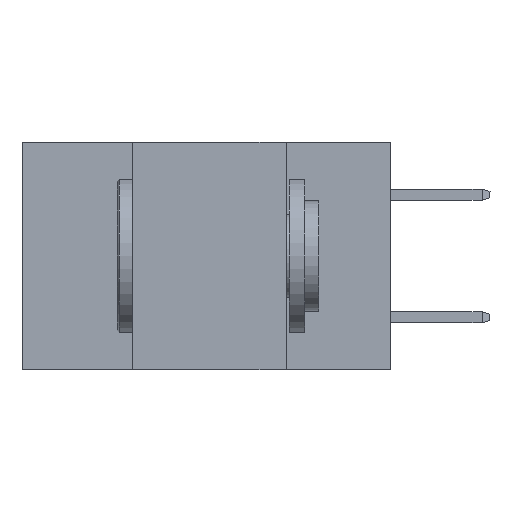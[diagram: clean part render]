
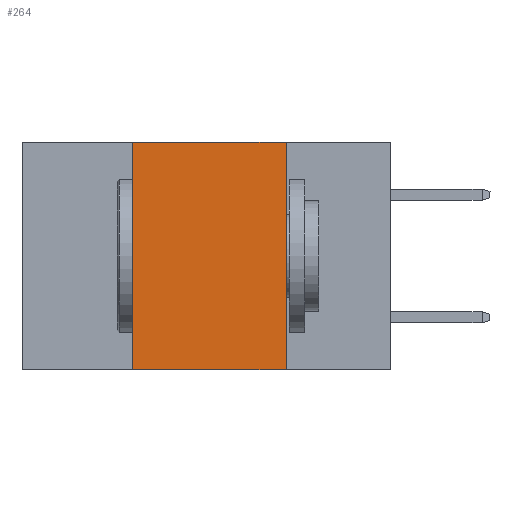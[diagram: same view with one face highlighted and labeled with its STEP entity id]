
A CAD part, left-side view. The second image highlights one B-rep face of the part: STEP entity #264.
In plain terms, the highlighted planar face has unit normal (-1, 0, 0).
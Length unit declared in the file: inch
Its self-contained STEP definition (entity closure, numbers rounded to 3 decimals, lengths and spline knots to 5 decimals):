
#264 = ADVANCED_FACE ( 'NONE', ( #3408 ), #14180, .F. ) ;
#277 = DIRECTION ( 'NONE',  ( 0., -1., 0. ) ) ;
#898 = DIRECTION ( 'NONE',  ( 0., -1., 0. ) ) ;
#950 = CARTESIAN_POINT ( 'NONE',  ( 0., 0.6, 0. ) ) ;
#1795 = EDGE_LOOP ( 'NONE', ( #9384, #12947, #2042, #3122 ) ) ;
#2042 = ORIENTED_EDGE ( 'NONE', *, *, #13609, .F. ) ;
#2571 = EDGE_CURVE ( 'NONE', #15506, #12868, #3981, .T. ) ;
#2924 = CARTESIAN_POINT ( 'NONE',  ( 0., 0.17, 0. ) ) ;
#3122 = ORIENTED_EDGE ( 'NONE', *, *, #8760, .T. ) ;
#3408 = FACE_OUTER_BOUND ( 'NONE', #1795, .T. ) ;
#3467 = CARTESIAN_POINT ( 'NONE',  ( 0., 0.42, 0. ) ) ;
#3981 = LINE ( 'NONE', #950, #16278 ) ;
#4485 = AXIS2_PLACEMENT_3D ( 'NONE', #13306, #6103, #6044 ) ;
#4725 = VECTOR ( 'NONE', #277, 39.37008 ) ;
#5090 = LINE ( 'NONE', #2924, #11747 ) ;
#6044 = DIRECTION ( 'NONE',  ( 0., 0., -1. ) ) ;
#6103 = DIRECTION ( 'NONE',  ( 1., 0., 0. ) ) ;
#7740 = CARTESIAN_POINT ( 'NONE',  ( 0., 0.42, -0.37 ) ) ;
#8458 = CARTESIAN_POINT ( 'NONE',  ( 0., 0.42, 0. ) ) ;
#8660 = VERTEX_POINT ( 'NONE', #11670 ) ;
#8760 = EDGE_CURVE ( 'NONE', #11713, #8660, #11407, .T. ) ;
#9384 = ORIENTED_EDGE ( 'NONE', *, *, #10712, .F. ) ;
#9465 = CARTESIAN_POINT ( 'NONE',  ( 0., 0.6, -0.37 ) ) ;
#10367 = LINE ( 'NONE', #3467, #13532 ) ;
#10712 = EDGE_CURVE ( 'NONE', #12868, #8660, #5090, .T. ) ;
#10933 = CARTESIAN_POINT ( 'NONE',  ( 0., 0.17, 0. ) ) ;
#11407 = LINE ( 'NONE', #9465, #4725 ) ;
#11670 = CARTESIAN_POINT ( 'NONE',  ( 0., 0.17, -0.37 ) ) ;
#11713 = VERTEX_POINT ( 'NONE', #7740 ) ;
#11747 = VECTOR ( 'NONE', #11775, 39.37008 ) ;
#11775 = DIRECTION ( 'NONE',  ( 0., 0., -1. ) ) ;
#12868 = VERTEX_POINT ( 'NONE', #10933 ) ;
#12947 = ORIENTED_EDGE ( 'NONE', *, *, #2571, .F. ) ;
#13306 = CARTESIAN_POINT ( 'NONE',  ( 0., 0.6, 0. ) ) ;
#13532 = VECTOR ( 'NONE', #15755, 39.37008 ) ;
#13609 = EDGE_CURVE ( 'NONE', #11713, #15506, #10367, .T. ) ;
#14180 = PLANE ( 'NONE',  #4485 ) ;
#15506 = VERTEX_POINT ( 'NONE', #8458 ) ;
#15755 = DIRECTION ( 'NONE',  ( 0., 0., 1. ) ) ;
#16278 = VECTOR ( 'NONE', #898, 39.37008 ) ;
